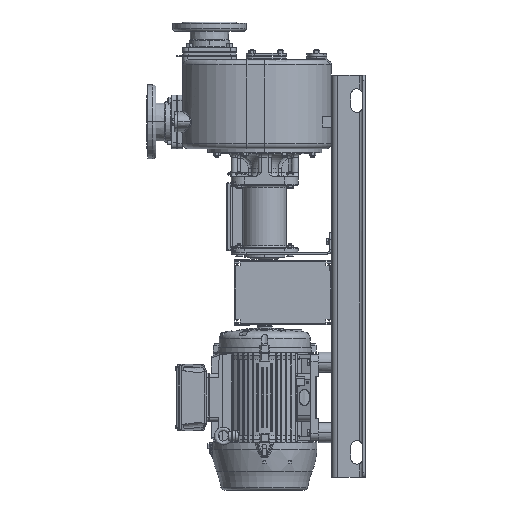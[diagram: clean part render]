
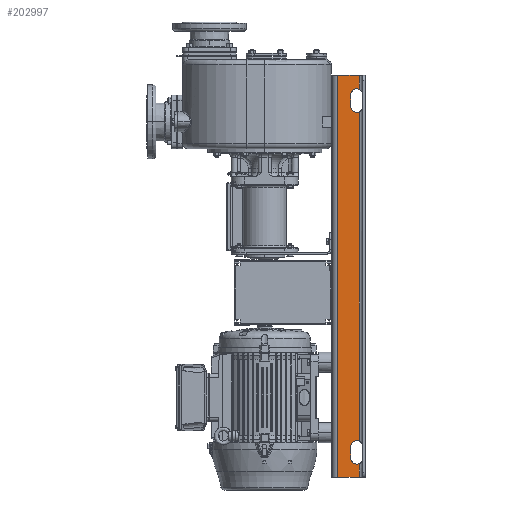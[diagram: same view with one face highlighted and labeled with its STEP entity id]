
A CAD part, left-side view. The second image highlights one B-rep face of the part: STEP entity #202997.
In plain terms, the highlighted planar face has unit normal (-1, 0, 0).
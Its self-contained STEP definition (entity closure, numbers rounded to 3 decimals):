
#23782=DIRECTION('',(0.,0.,-1.));
#23783=VECTOR('',#23782,1200.);
#23784=CARTESIAN_POINT('',(-185.,-18.,138.5));
#23785=LINE('',#23784,#23783);
#79058=DIRECTION('',(0.,0.,-1.));
#79059=VECTOR('',#79058,35.);
#79060=CARTESIAN_POINT('',(-185.,-57.,81.));
#79061=LINE('',#79060,#79059);
#79062=CARTESIAN_POINT('',(-185.,-74.5,46.));
#79063=DIRECTION('',(1.,0.,0.));
#79064=DIRECTION('',(0.,-0.429,-0.904));
#79065=AXIS2_PLACEMENT_3D('',#79062,#79063,#79064);
#79067=DIRECTION('',(0.,0.,-1.));
#79068=VECTOR('',#79067,983.377);
#79069=CARTESIAN_POINT('',(-185.,-82.,30.189));
#79070=LINE('',#79069,#79068);
#79071=CARTESIAN_POINT('',(-185.,-74.5,-969.));
#79072=DIRECTION('',(1.,0.,0.));
#79073=DIRECTION('',(0.,1.,0.));
#79074=AXIS2_PLACEMENT_3D('',#79071,#79072,#79073);
#79076=DIRECTION('',(0.,0.,-1.));
#79077=VECTOR('',#79076,35.);
#79078=CARTESIAN_POINT('',(-185.,-57.,-969.));
#79079=LINE('',#79078,#79077);
#79080=CARTESIAN_POINT('',(-185.,-74.5,-1004.));
#79081=DIRECTION('',(1.,0.,0.));
#79082=DIRECTION('',(0.,-0.429,-0.904));
#79083=AXIS2_PLACEMENT_3D('',#79080,#79081,#79082);
#79085=DIRECTION('',(0.,0.,-1.));
#79086=VECTOR('',#79085,41.689);
#79087=CARTESIAN_POINT('',(-185.,-82.,-1019.811));
#79088=LINE('',#79087,#79086);
#79089=DIRECTION('',(0.,0.,-1.));
#79090=VECTOR('',#79089,41.689);
#79091=CARTESIAN_POINT('',(-185.,-82.,138.5));
#79092=LINE('',#79091,#79090);
#79093=CARTESIAN_POINT('',(-185.,-74.5,81.));
#79094=DIRECTION('',(1.,0.,0.));
#79095=DIRECTION('',(0.,1.,0.));
#79096=AXIS2_PLACEMENT_3D('',#79093,#79094,#79095);
#79156=CARTESIAN_POINT('',(-185.,-82.,30.189));
#79162=CARTESIAN_POINT('',(-185.,-82.,-953.189));
#79308=CARTESIAN_POINT('',(-185.,-82.,96.811));
#79547=DIRECTION('',(0.,1.,0.));
#79548=VECTOR('',#79547,64.);
#79549=CARTESIAN_POINT('',(-185.,-82.,138.5));
#79550=LINE('',#79549,#79548);
#79659=CARTESIAN_POINT('',(-185.,-82.,-1019.811));
#79886=DIRECTION('',(0.,1.,0.));
#79887=VECTOR('',#79886,64.);
#79888=CARTESIAN_POINT('',(-185.,-82.,-1061.5));
#79889=LINE('',#79888,#79887);
#118776=CARTESIAN_POINT('',(-185.,-82.,138.5));
#118778=VERTEX_POINT('',#118776);
#118779=CARTESIAN_POINT('',(-185.,-18.,138.5));
#118780=VERTEX_POINT('',#118779);
#118792=CARTESIAN_POINT('',(-185.,-82.,-1061.5));
#118794=VERTEX_POINT('',#118792);
#118795=CARTESIAN_POINT('',(-185.,-18.,-1061.5));
#118796=VERTEX_POINT('',#118795);
#118916=VERTEX_POINT('',#79156);
#118919=VERTEX_POINT('',#79308);
#118921=VERTEX_POINT('',#79659);
#118924=VERTEX_POINT('',#79162);
#118925=CARTESIAN_POINT('',(-185.,-57.,81.));
#118926=CARTESIAN_POINT('',(-185.,-57.,46.));
#118927=VERTEX_POINT('',#118925);
#118928=VERTEX_POINT('',#118926);
#118929=CARTESIAN_POINT('',(-185.,-57.,-1004.));
#118930=VERTEX_POINT('',#118929);
#118931=CARTESIAN_POINT('',(-185.,-57.,-969.));
#118932=VERTEX_POINT('',#118931);
#202968=CARTESIAN_POINT('',(-185.,-82.,138.5));
#202969=DIRECTION('',(-1.,0.,0.));
#202970=DIRECTION('',(0.,1.,0.));
#202971=AXIS2_PLACEMENT_3D('',#202968,#202969,#202970);
#202972=PLANE('',#202971);
#202973=ORIENTED_EDGE('',*,*,#202958,.T.);
#202975=ORIENTED_EDGE('',*,*,#202974,.F.);
#202977=ORIENTED_EDGE('',*,*,#202976,.T.);
#202979=ORIENTED_EDGE('',*,*,#202978,.F.);
#202981=ORIENTED_EDGE('',*,*,#202980,.T.);
#202983=ORIENTED_EDGE('',*,*,#202982,.F.);
#202985=ORIENTED_EDGE('',*,*,#202984,.T.);
#202987=ORIENTED_EDGE('',*,*,#202986,.T.);
#202988=ORIENTED_EDGE('',*,*,#148694,.F.);
#202990=ORIENTED_EDGE('',*,*,#202989,.F.);
#202992=ORIENTED_EDGE('',*,*,#202991,.T.);
#202994=ORIENTED_EDGE('',*,*,#202993,.F.);
#202995=EDGE_LOOP('',(#202973,#202975,#202977,#202979,#202981,#202983,#202985,
#202987,#202988,#202990,#202992,#202994));
#202996=FACE_OUTER_BOUND('',#202995,.F.);
#202997=ADVANCED_FACE('',(#202996),#202972,.T.);
#79066=CIRCLE('',#79065,17.5);
#79075=CIRCLE('',#79074,17.5);
#79084=CIRCLE('',#79083,17.5);
#79097=CIRCLE('',#79096,17.5);
#148694=EDGE_CURVE('',#118780,#118796,#23785,.T.);
#202958=EDGE_CURVE('',#118927,#118928,#79061,.T.);
#202974=EDGE_CURVE('',#118916,#118928,#79066,.T.);
#202976=EDGE_CURVE('',#118916,#118924,#79070,.T.);
#202978=EDGE_CURVE('',#118932,#118924,#79075,.T.);
#202980=EDGE_CURVE('',#118932,#118930,#79079,.T.);
#202982=EDGE_CURVE('',#118921,#118930,#79084,.T.);
#202984=EDGE_CURVE('',#118921,#118794,#79088,.T.);
#202986=EDGE_CURVE('',#118794,#118796,#79889,.T.);
#202989=EDGE_CURVE('',#118778,#118780,#79550,.T.);
#202991=EDGE_CURVE('',#118778,#118919,#79092,.T.);
#202993=EDGE_CURVE('',#118927,#118919,#79097,.T.);
